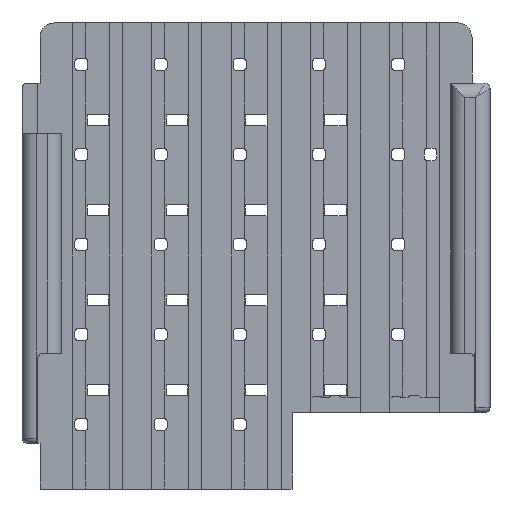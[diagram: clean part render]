
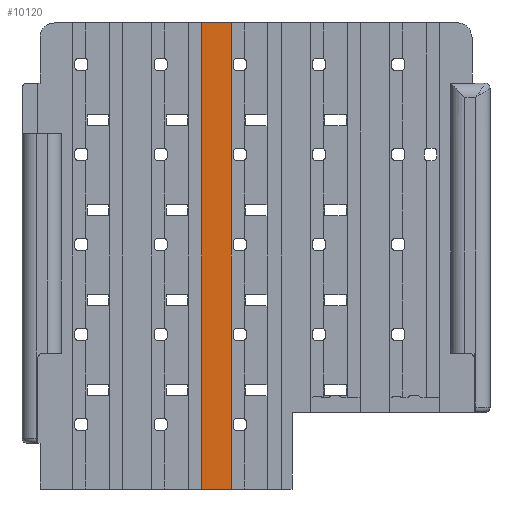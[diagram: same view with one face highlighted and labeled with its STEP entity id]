
A CAD part, front view. The second image highlights one B-rep face of the part: STEP entity #10120.
In plain terms, the highlighted planar face has unit normal (0, -1, 0).
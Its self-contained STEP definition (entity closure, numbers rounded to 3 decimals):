
#98=PLANE('',#10775);
#443=FACE_OUTER_BOUND('',#986,.T.);
#986=EDGE_LOOP('',(#7269,#7270,#7271,#7272));
#1731=LINE('',#15338,#2892);
#1732=LINE('',#15340,#2893);
#1733=LINE('',#15342,#2894);
#1734=LINE('',#15343,#2895);
#2892=VECTOR('',#12127,10.);
#2893=VECTOR('',#12128,10.);
#2894=VECTOR('',#12129,10.);
#2895=VECTOR('',#12130,10.);
#4549=VERTEX_POINT('',#15336);
#4550=VERTEX_POINT('',#15337);
#4551=VERTEX_POINT('',#15339);
#4552=VERTEX_POINT('',#15341);
#5626=EDGE_CURVE('',#4549,#4550,#1731,.T.);
#5627=EDGE_CURVE('',#4551,#4549,#1732,.T.);
#5628=EDGE_CURVE('',#4552,#4551,#1733,.T.);
#5629=EDGE_CURVE('',#4550,#4552,#1734,.T.);
#7269=ORIENTED_EDGE('',*,*,#5626,.F.);
#7270=ORIENTED_EDGE('',*,*,#5627,.F.);
#7271=ORIENTED_EDGE('',*,*,#5628,.F.);
#7272=ORIENTED_EDGE('',*,*,#5629,.F.);
#10120=ADVANCED_FACE('',(#443),#98,.F.);
#10775=AXIS2_PLACEMENT_3D('',#15335,#12125,#12126);
#12125=DIRECTION('center_axis',(0.,1.,0.));
#12126=DIRECTION('ref_axis',(0.,0.,1.));
#12127=DIRECTION('',(0.,0.,1.));
#12128=DIRECTION('',(-1.,0.,0.));
#12129=DIRECTION('',(0.,0.,-1.));
#12130=DIRECTION('',(1.,0.,0.));
#15335=CARTESIAN_POINT('Origin',(0.,1.9,20.119));
#15336=CARTESIAN_POINT('',(-7.513,1.9,-12.262));
#15337=CARTESIAN_POINT('',(-7.513,1.9,52.5));
#15338=CARTESIAN_POINT('',(-7.513,1.9,36.309));
#15339=CARTESIAN_POINT('',(-3.464,1.9,-12.262));
#15340=CARTESIAN_POINT('',(2.5,1.9,-12.262));
#15341=CARTESIAN_POINT('',(-3.464,1.9,52.5));
#15342=CARTESIAN_POINT('',(-3.464,1.9,36.309));
#15343=CARTESIAN_POINT('',(-14.,1.9,52.5));
